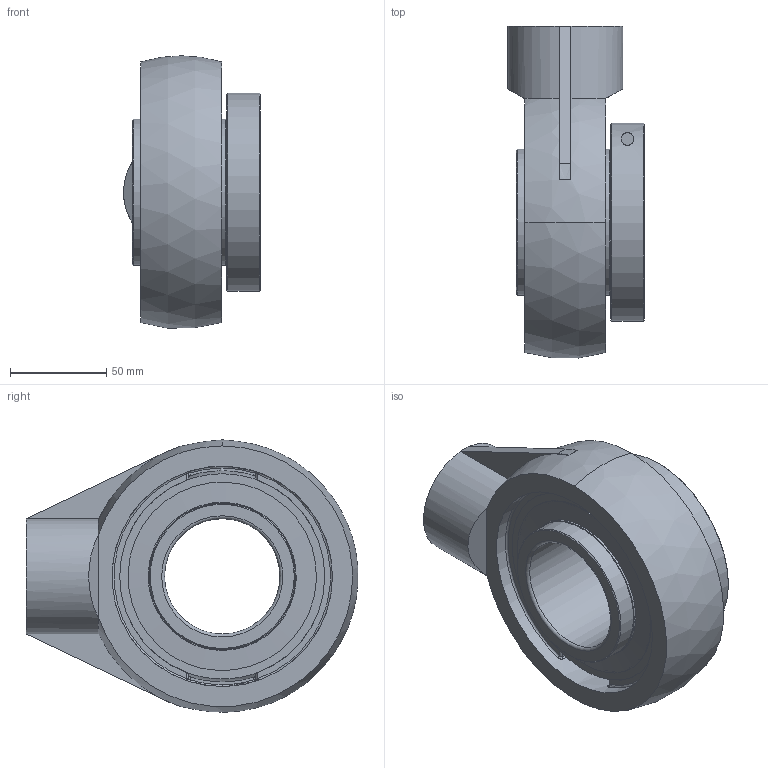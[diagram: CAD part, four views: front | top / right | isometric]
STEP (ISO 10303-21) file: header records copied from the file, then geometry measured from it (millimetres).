
FILE_DESCRIPTION(('HOOPS Exchange Step'),'2;1');
FILE_NAME('export-96C3461B-DE51-4A26-93D0-F95BD5B9FB6F.stp','2020-05-27T10:52:40-07:00',('dkerr'),('Alibre'),'HOOPS Exchange 2020.0','Alibre','Unknown authorisation');
FILE_SCHEMA( ('AP242_MANAGED_MODEL_BASED_3D_ENGINEERING_MIM_LF {1 0 10303 442 1 1 4 }') );
Length unit declared in the file: inch
Products named in the file (8): MRN SHAM L4L 212; MRN SUE 212 L4L (60mm) (Race); MRN SUE 212 L4L (Ball); MRN SUE 212 L4L (Shield); MRN SUE 212 L4L (Lock Ring); MRN SUE 212 L4L (Bolt); MRN SUE 212 L4L (60mm); MRN SUESHAM 212 L4L (60mm)
Assembly tree (8 placements, depth 3):
  MRN SUESHAM 212 L4L (60mm)
    MRN SHAM L4L 212
    MRN SUE 212 L4L (60mm)
      MRN SUE 212 L4L (60mm) (Race)
      MRN SUE 212 L4L (Ball)
      MRN SUE 212 L4L (Shield)  x2
      MRN SUE 212 L4L (Lock Ring)
      MRN SUE 212 L4L (Bolt)
Bounding box: 71.17 x 172.57 x 141.63 mm (x, y, z)
Volume: 554743 mm3; surface area: 152464.8 mm2
Topology: 17 solids, 17 shells, 206 faces, 570 edges, 377 vertices
Faces by surface type: plane 74, cylinder 53, cone 32, torus 24, sphere 19, bspline 4
Full cylindrical faces by diameter (mm): 6.647 x2, 8.4 x1, 13 x1, 31.75 x1, 60 x1, 76 x4, 77.016 x2, 96 x2, 98 x2, 112.635 x1, 114.635 x1, 120.1 x1
Entity records: 10375 total; most frequent: CARTESIAN_POINT 5099, DIRECTION 1114, ORIENTED_EDGE 1046, EDGE_CURVE 523, AXIS2_PLACEMENT_3D 462, VERTEX_POINT 363, CIRCLE 241, EDGE_LOOP 218
